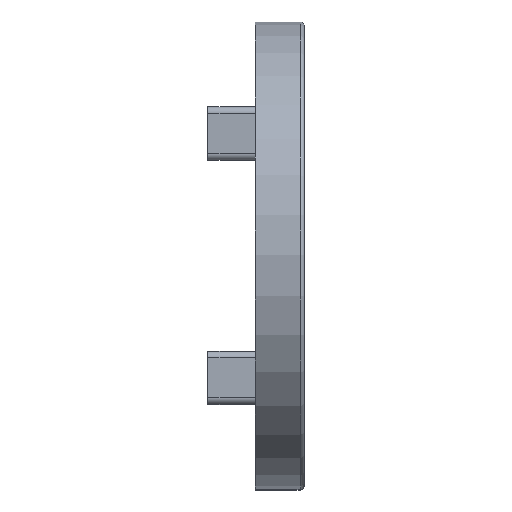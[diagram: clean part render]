
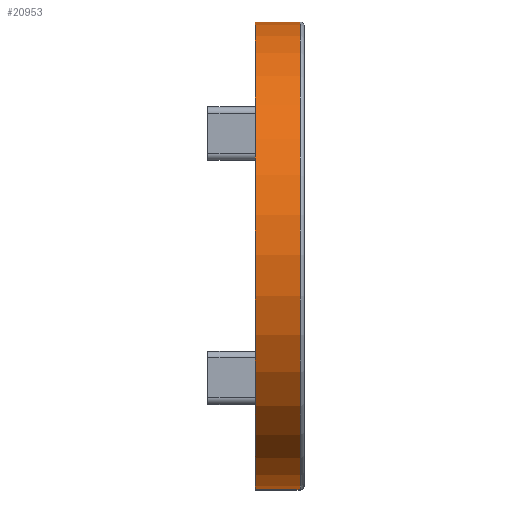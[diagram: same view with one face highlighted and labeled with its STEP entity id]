
A CAD part, top view. The second image highlights one B-rep face of the part: STEP entity #20953.
In plain terms, the highlighted cylindrical face has radius 17.25 mm (diameter 34.5 mm), a partial arc.
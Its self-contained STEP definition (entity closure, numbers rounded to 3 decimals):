
#118 = CARTESIAN_POINT ( 'NONE',  ( 3.3, 0., 20.25 ) ) ;
#1538 = DIRECTION ( 'NONE',  ( 1., 0., 0. ) ) ;
#2920 = CARTESIAN_POINT ( 'NONE',  ( 3.6, -17.25, 20.25 ) ) ;
#3065 = FACE_OUTER_BOUND ( 'NONE', #12130, .T. ) ;
#3677 = VERTEX_POINT ( 'NONE', #11213 ) ;
#3705 = VERTEX_POINT ( 'NONE', #9410 ) ;
#5347 = CARTESIAN_POINT ( 'NONE',  ( 0., 0., 20.25 ) ) ;
#5405 = LINE ( 'NONE', #2920, #6265 ) ;
#5538 = ORIENTED_EDGE ( 'NONE', *, *, #16644, .T. ) ;
#5826 = CARTESIAN_POINT ( 'NONE',  ( 3.6, 17.25, 20.25 ) ) ;
#6265 = VECTOR ( 'NONE', #22512, 1000. ) ;
#6818 = EDGE_CURVE ( 'NONE', #13134, #3705, #15088, .T. ) ;
#6980 = DIRECTION ( 'NONE',  ( -1., 0., 0. ) ) ;
#7328 = DIRECTION ( 'NONE',  ( -1., 0., 0. ) ) ;
#8091 = CARTESIAN_POINT ( 'NONE',  ( 3.3, 17.25, 20.25 ) ) ;
#8469 = AXIS2_PLACEMENT_3D ( 'NONE', #18223, #21783, #11115 ) ;
#9410 = CARTESIAN_POINT ( 'NONE',  ( 0., 17.25, 20.25 ) ) ;
#9471 = ORIENTED_EDGE ( 'NONE', *, *, #13295, .T. ) ;
#10416 = CIRCLE ( 'NONE', #20038, 17.25 ) ;
#11115 = DIRECTION ( 'NONE',  ( 0., 0., 1. ) ) ;
#11149 = CARTESIAN_POINT ( 'NONE',  ( 0., -17.25, 20.25 ) ) ;
#11213 = CARTESIAN_POINT ( 'NONE',  ( 3.3, -17.25, 20.25 ) ) ;
#11856 = VERTEX_POINT ( 'NONE', #11149 ) ;
#12130 = EDGE_LOOP ( 'NONE', ( #13876, #5538, #20088, #9471 ) ) ;
#13134 = VERTEX_POINT ( 'NONE', #8091 ) ;
#13295 = EDGE_CURVE ( 'NONE', #3705, #11856, #10416, .T. ) ;
#13658 = CYLINDRICAL_SURFACE ( 'NONE', #8469, 17.25 ) ;
#13876 = ORIENTED_EDGE ( 'NONE', *, *, #15869, .F. ) ;
#15088 = LINE ( 'NONE', #5826, #17044 ) ;
#15869 = EDGE_CURVE ( 'NONE', #3677, #11856, #5405, .T. ) ;
#16511 = AXIS2_PLACEMENT_3D ( 'NONE', #118, #7328, #17926 ) ;
#16644 = EDGE_CURVE ( 'NONE', #3677, #13134, #20424, .T. ) ;
#17044 = VECTOR ( 'NONE', #6980, 1000. ) ;
#17926 = DIRECTION ( 'NONE',  ( 0., 0., -1. ) ) ;
#18223 = CARTESIAN_POINT ( 'NONE',  ( 3.6, 0., 20.25 ) ) ;
#20038 = AXIS2_PLACEMENT_3D ( 'NONE', #5347, #1538, #21141 ) ;
#20088 = ORIENTED_EDGE ( 'NONE', *, *, #6818, .T. ) ;
#20424 = CIRCLE ( 'NONE', #16511, 17.25 ) ;
#20953 = ADVANCED_FACE ( 'NONE', ( #3065 ), #13658, .T. ) ;
#21141 = DIRECTION ( 'NONE',  ( 0., 0., -1. ) ) ;
#21783 = DIRECTION ( 'NONE',  ( -1., 0., 0. ) ) ;
#22512 = DIRECTION ( 'NONE',  ( -1., 0., 0. ) ) ;
